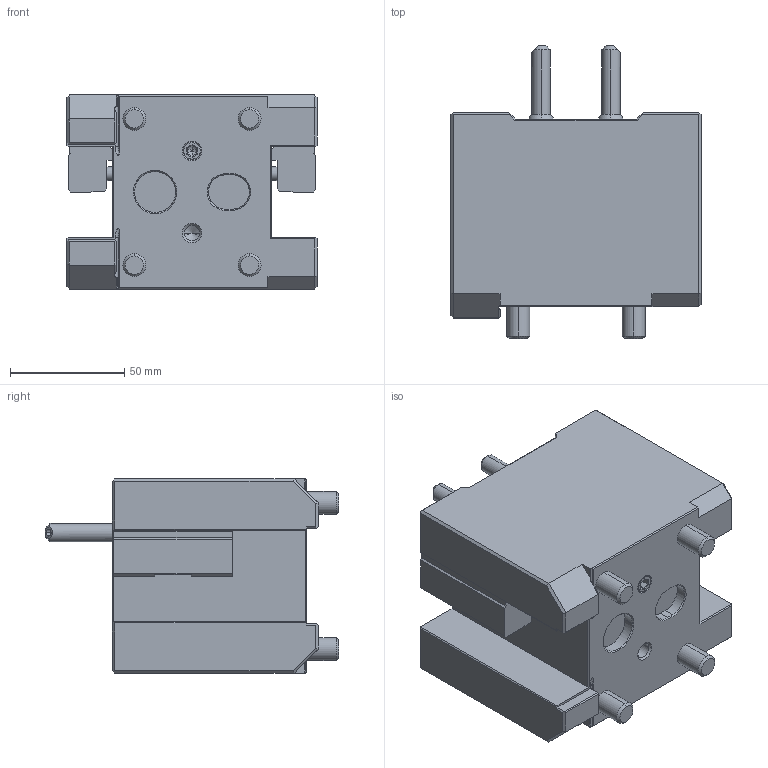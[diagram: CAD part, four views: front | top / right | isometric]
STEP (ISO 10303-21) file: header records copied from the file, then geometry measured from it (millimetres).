
FILE_DESCRIPTION((''),'2;1');
FILE_NAME('NGT_OD_20_85D_HA','2021-10-18T',('vali'),('NOVA GRUP'),'PRO/ENGINEER BY PARAMETRIC TECHNOLOGY CORPORATION, 2010280','PRO/ENGINEER BY PARAMETRIC TECHNOLOGY CORPORATION, 2010280','');
FILE_SCHEMA(('CONFIG_CONTROL_DESIGN'));
Length unit declared in the file: millimetre
Products named in the file (1): NGT_OD_20_85D_HA
Bounding box: 109.55 x 128.34 x 85 mm (x, y, z)
Volume: 681764.9 mm3; surface area: 65279.7 mm2
Topology: 1 solids, 1 shells, 279 faces, 712 edges, 438 vertices
Faces by surface type: plane 173, cylinder 60, cone 34, bspline 6, sphere 4, torus 2
Entity records: 9227 total; most frequent: CARTESIAN_POINT 2552, ORIENTED_EDGE 1408, DIRECTION 1300, EDGE_CURVE 704, VECTOR 510, LINE 510, VERTEX_POINT 438, AXIS2_PLACEMENT_3D 395
